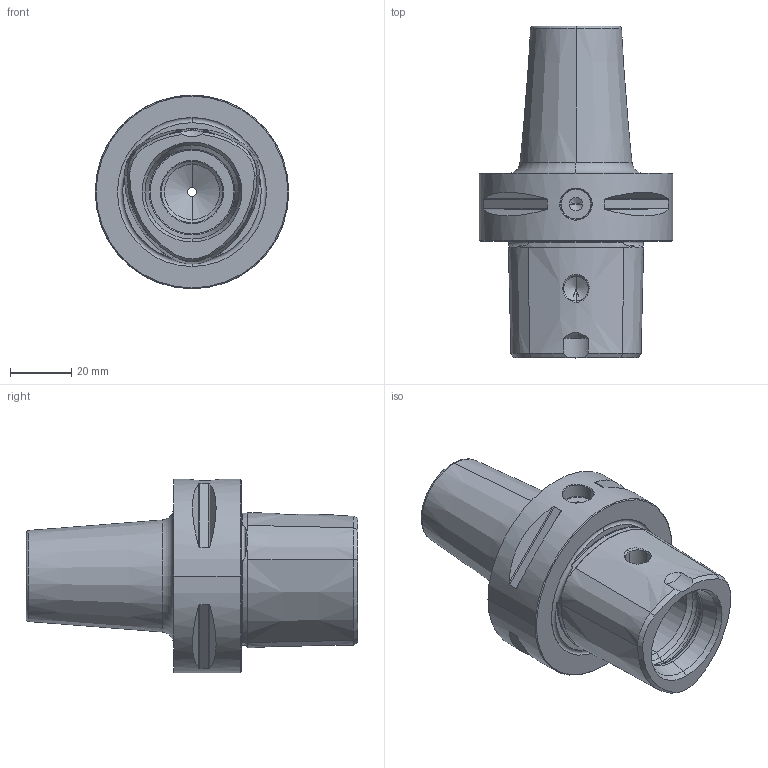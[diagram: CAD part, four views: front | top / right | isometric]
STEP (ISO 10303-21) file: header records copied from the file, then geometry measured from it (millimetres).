
FILE_DESCRIPTION((''),'2;1');
FILE_NAME('CC6-145-16-3','2011-09-13T',('mei'),(''),'PRO/ENGINEER BY PARAMETRIC TECHNOLOGY CORPORATION, 2010430','PRO/ENGINEER BY PARAMETRIC TECHNOLOGY CORPORATION, 2010430','');
FILE_SCHEMA(('CONFIG_CONTROL_DESIGN'));
Length unit declared in the file: millimetre
Products named in the file (1): CC6-145-16-3
Bounding box: 63 x 108 x 63 mm (x, y, z)
Volume: 127393.3 mm3; surface area: 28416.3 mm2
Topology: 1 solids, 2 shells, 118 faces, 280 edges, 170 vertices
Faces by surface type: cone 42, cylinder 31, plane 23, torus 20, bspline 2
Entity records: 4141 total; most frequent: CARTESIAN_POINT 1430, DIRECTION 564, ORIENTED_EDGE 546, EDGE_CURVE 276, AXIS2_PLACEMENT_3D 237, VERTEX_POINT 170, EDGE_LOOP 132, CIRCLE 120
